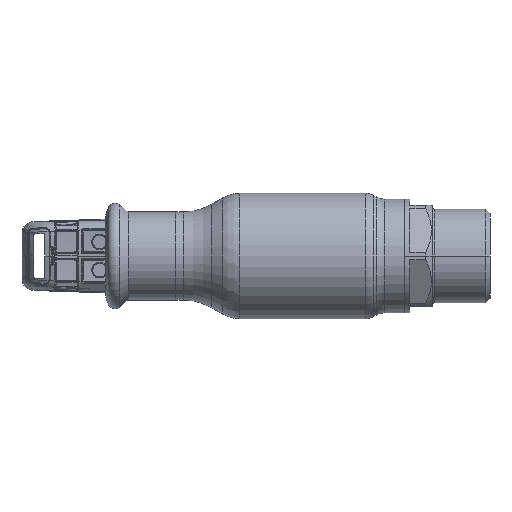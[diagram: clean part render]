
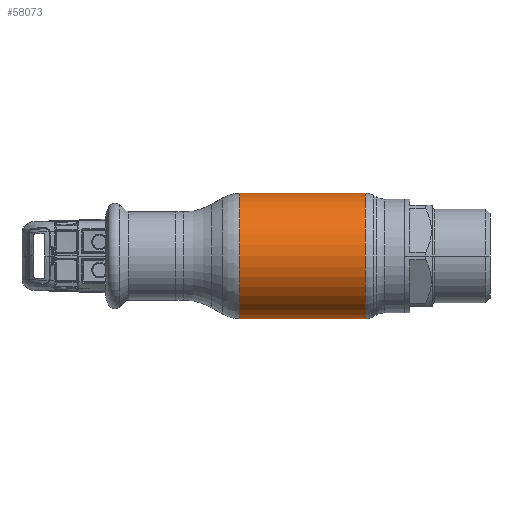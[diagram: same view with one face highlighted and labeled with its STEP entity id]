
A CAD part, front view. The second image highlights one B-rep face of the part: STEP entity #58073.
In plain terms, the highlighted cylindrical face has radius 22.25 mm (diameter 44.5 mm), a partial arc.
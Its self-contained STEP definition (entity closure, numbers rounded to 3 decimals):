
#504 = VECTOR ( 'NONE', #42981, 1000. ) ;
#935 = CARTESIAN_POINT ( 'NONE',  ( -62.69, 0., -22.25 ) ) ;
#2356 = AXIS2_PLACEMENT_3D ( 'NONE', #62450, #3249, #8382 ) ;
#2651 = ORIENTED_EDGE ( 'NONE', *, *, #3650, .F. ) ;
#3249 = DIRECTION ( 'NONE',  ( -1., 0., 0. ) ) ;
#3650 = EDGE_CURVE ( 'NONE', #49688, #55381, #60602, .T. ) ;
#4379 = ORIENTED_EDGE ( 'NONE', *, *, #19241, .T. ) ;
#8382 = DIRECTION ( 'NONE',  ( 0., 0., 1. ) ) ;
#12365 = DIRECTION ( 'NONE',  ( -1., 0., 0. ) ) ;
#12608 = LINE ( 'NONE', #935, #60719 ) ;
#12684 = ORIENTED_EDGE ( 'NONE', *, *, #21196, .T. ) ;
#13771 = DIRECTION ( 'NONE',  ( -1., 0., 0. ) ) ;
#14891 = DIRECTION ( 'NONE',  ( -1., 0., 0. ) ) ;
#18470 = DIRECTION ( 'NONE',  ( 0., 0., 1. ) ) ;
#18780 = AXIS2_PLACEMENT_3D ( 'NONE', #28566, #12365, #21967 ) ;
#19241 = EDGE_CURVE ( 'NONE', #49900, #52294, #34424, .T. ) ;
#21196 = EDGE_CURVE ( 'NONE', #52294, #55381, #35723, .T. ) ;
#21967 = DIRECTION ( 'NONE',  ( 0., 0., 1. ) ) ;
#28532 = ORIENTED_EDGE ( 'NONE', *, *, #48286, .F. ) ;
#28566 = CARTESIAN_POINT ( 'NONE',  ( -22.285, 0., 0. ) ) ;
#32355 = EDGE_LOOP ( 'NONE', ( #28532, #4379, #12684, #2651 ) ) ;
#34424 = CIRCLE ( 'NONE', #46352, 22.25 ) ;
#35549 = CARTESIAN_POINT ( 'NONE',  ( 22.285, 0., -22.25 ) ) ;
#35723 = LINE ( 'NONE', #58218, #504 ) ;
#37943 = CARTESIAN_POINT ( 'NONE',  ( -22.285, 0., 22.25 ) ) ;
#42541 = CARTESIAN_POINT ( 'NONE',  ( 22.285, 0., 0. ) ) ;
#42981 = DIRECTION ( 'NONE',  ( -1., 0., 0. ) ) ;
#44244 = FACE_OUTER_BOUND ( 'NONE', #32355, .T. ) ;
#45776 = CYLINDRICAL_SURFACE ( 'NONE', #2356, 22.25 ) ;
#46352 = AXIS2_PLACEMENT_3D ( 'NONE', #42541, #13771, #18470 ) ;
#48286 = EDGE_CURVE ( 'NONE', #49900, #49688, #12608, .T. ) ;
#49688 = VERTEX_POINT ( 'NONE', #58251 ) ;
#49900 = VERTEX_POINT ( 'NONE', #35549 ) ;
#52294 = VERTEX_POINT ( 'NONE', #55558 ) ;
#55381 = VERTEX_POINT ( 'NONE', #37943 ) ;
#55558 = CARTESIAN_POINT ( 'NONE',  ( 22.285, 0., 22.25 ) ) ;
#58073 = ADVANCED_FACE ( 'NONE', ( #44244 ), #45776, .T. ) ;
#58218 = CARTESIAN_POINT ( 'NONE',  ( -62.69, 0., 22.25 ) ) ;
#58251 = CARTESIAN_POINT ( 'NONE',  ( -22.285, 0., -22.25 ) ) ;
#60602 = CIRCLE ( 'NONE', #18780, 22.25 ) ;
#60719 = VECTOR ( 'NONE', #14891, 1000. ) ;
#62450 = CARTESIAN_POINT ( 'NONE',  ( -62.69, 0., 0. ) ) ;
